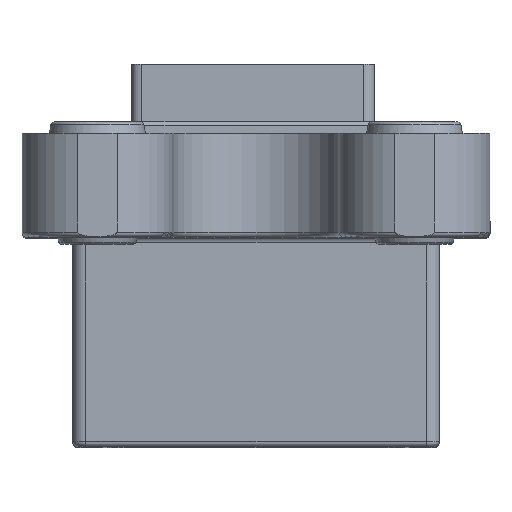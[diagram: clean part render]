
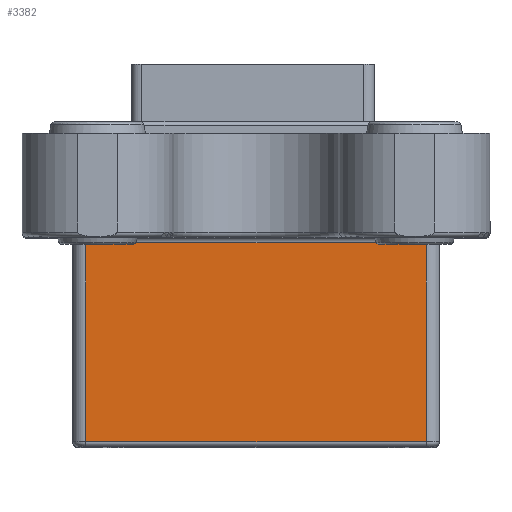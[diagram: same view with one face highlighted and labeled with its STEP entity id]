
A CAD part, top view. The second image highlights one B-rep face of the part: STEP entity #3382.
In plain terms, the highlighted planar face has unit normal (0, 0, 1).
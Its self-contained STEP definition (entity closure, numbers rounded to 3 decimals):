
#614=PLANE('',#10402);
#1089=FACE_OUTER_BOUND('',#4286,.T.);
#1830=LINE('',#15060,#2712);
#1831=LINE('',#15063,#2713);
#1832=LINE('',#15065,#2714);
#1833=LINE('',#15067,#2715);
#2712=VECTOR('',#11771,1.);
#2713=VECTOR('',#11772,1.);
#2714=VECTOR('',#11773,1.);
#2715=VECTOR('',#11774,1.);
#3382=ADVANCED_FACE('',(#1089),#614,.T.);
#4286=EDGE_LOOP('',(#5334,#5335,#5336,#5337));
#5334=ORIENTED_EDGE('',*,*,#8891,.T.);
#5335=ORIENTED_EDGE('',*,*,#8892,.T.);
#5336=ORIENTED_EDGE('',*,*,#8893,.T.);
#5337=ORIENTED_EDGE('',*,*,#8894,.T.);
#7967=VERTEX_POINT('',#15061);
#7968=VERTEX_POINT('',#15062);
#7969=VERTEX_POINT('',#15064);
#7970=VERTEX_POINT('',#15066);
#8891=EDGE_CURVE('',#7967,#7968,#1830,.T.);
#8892=EDGE_CURVE('',#7968,#7969,#1831,.T.);
#8893=EDGE_CURVE('',#7969,#7970,#1832,.T.);
#8894=EDGE_CURVE('',#7970,#7967,#1833,.T.);
#10402=AXIS2_PLACEMENT_3D('',#15068,#11775,#11776);
#11771=DIRECTION('',(0.,-1.,0.));
#11772=DIRECTION('',(1.,0.,0.));
#11773=DIRECTION('',(0.,1.,0.));
#11774=DIRECTION('',(-1.,0.,0.));
#11775=DIRECTION('',(0.,0.,1.));
#11776=DIRECTION('',(0.,-1.,0.));
#15060=CARTESIAN_POINT('',(-6.55,-8.05,7.675));
#15061=CARTESIAN_POINT('',(-6.55,-0.2,7.675));
#15062=CARTESIAN_POINT('',(-6.55,-7.85,7.675));
#15063=CARTESIAN_POINT('',(6.55,-7.85,7.675));
#15064=CARTESIAN_POINT('',(6.55,-7.85,7.675));
#15065=CARTESIAN_POINT('',(6.55,-5.7,7.675));
#15066=CARTESIAN_POINT('',(6.55,-0.2,7.675));
#15067=CARTESIAN_POINT('',(-6.05,-0.2,7.675));
#15068=CARTESIAN_POINT('',(-6.05,-5.7,7.675));
